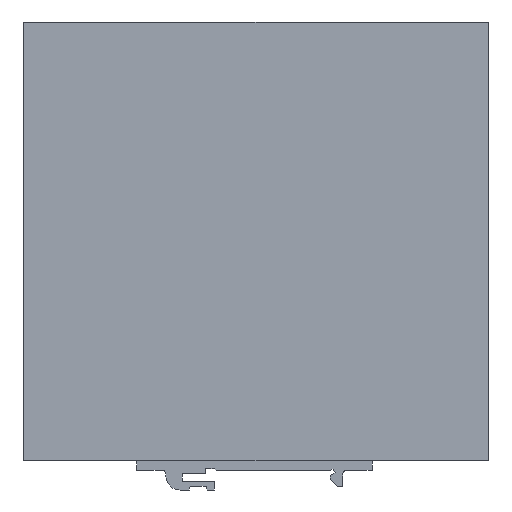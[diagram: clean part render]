
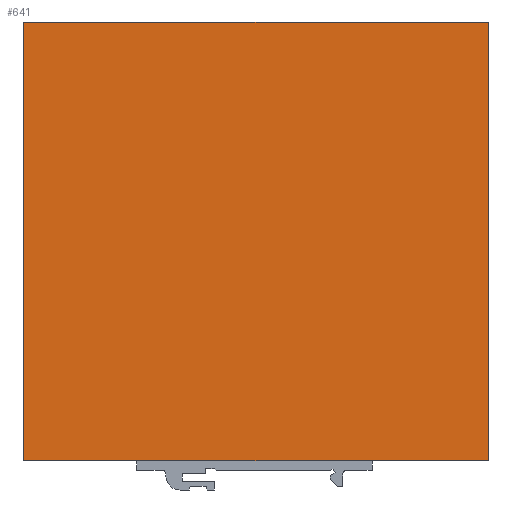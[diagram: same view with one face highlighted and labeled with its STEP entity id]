
A CAD part, left-side view. The second image highlights one B-rep face of the part: STEP entity #641.
In plain terms, the highlighted planar face has unit normal (-1, 0, 0).
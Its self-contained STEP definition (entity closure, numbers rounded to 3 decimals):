
#6 = DIRECTION ( 'NONE',  ( 0., 0., -1. ) ) ;
#38 = VECTOR ( 'NONE', #6, 1000. ) ;
#47 = CARTESIAN_POINT ( 'NONE',  ( -43.5, 65., 61.45 ) ) ;
#69 = DIRECTION ( 'NONE',  ( -1., 0., 0. ) ) ;
#78 = DIRECTION ( 'NONE',  ( 0., -1., 0. ) ) ;
#118 = LINE ( 'NONE', #47, #965 ) ;
#143 = VECTOR ( 'NONE', #78, 1000. ) ;
#155 = EDGE_CURVE ( 'NONE', #338, #703, #251, .T. ) ;
#175 = DIRECTION ( 'NONE',  ( 0., 0., 1. ) ) ;
#194 = CARTESIAN_POINT ( 'NONE',  ( -43.5, -65., -61.45 ) ) ;
#208 = ORIENTED_EDGE ( 'NONE', *, *, #1058, .F. ) ;
#231 = DIRECTION ( 'NONE',  ( 0., 1., 0. ) ) ;
#248 = LINE ( 'NONE', #421, #406 ) ;
#251 = LINE ( 'NONE', #1184, #38 ) ;
#281 = AXIS2_PLACEMENT_3D ( 'NONE', #910, #69, #175 ) ;
#306 = EDGE_LOOP ( 'NONE', ( #208, #623, #655, #790 ) ) ;
#338 = VERTEX_POINT ( 'NONE', #392 ) ;
#349 = LINE ( 'NONE', #1183, #143 ) ;
#358 = VERTEX_POINT ( 'NONE', #566 ) ;
#392 = CARTESIAN_POINT ( 'NONE',  ( -43.5, -65., 61.45 ) ) ;
#406 = VECTOR ( 'NONE', #231, 1000. ) ;
#421 = CARTESIAN_POINT ( 'NONE',  ( -43.5, -65., -61.45 ) ) ;
#456 = EDGE_CURVE ( 'NONE', #358, #522, #118, .T. ) ;
#521 = CARTESIAN_POINT ( 'NONE',  ( -43.5, 65., 61.45 ) ) ;
#522 = VERTEX_POINT ( 'NONE', #521 ) ;
#566 = CARTESIAN_POINT ( 'NONE',  ( -43.5, 65., -61.45 ) ) ;
#617 = PLANE ( 'NONE',  #281 ) ;
#623 = ORIENTED_EDGE ( 'NONE', *, *, #155, .F. ) ;
#641 = ADVANCED_FACE ( 'NONE', ( #788 ), #617, .T. ) ;
#655 = ORIENTED_EDGE ( 'NONE', *, *, #720, .F. ) ;
#703 = VERTEX_POINT ( 'NONE', #194 ) ;
#720 = EDGE_CURVE ( 'NONE', #522, #338, #349, .T. ) ;
#784 = DIRECTION ( 'NONE',  ( 0., 0., 1. ) ) ;
#788 = FACE_OUTER_BOUND ( 'NONE', #306, .T. ) ;
#790 = ORIENTED_EDGE ( 'NONE', *, *, #456, .F. ) ;
#910 = CARTESIAN_POINT ( 'NONE',  ( -43.5, 0., 0. ) ) ;
#965 = VECTOR ( 'NONE', #784, 1000. ) ;
#1058 = EDGE_CURVE ( 'NONE', #703, #358, #248, .T. ) ;
#1183 = CARTESIAN_POINT ( 'NONE',  ( -43.5, -65., 61.45 ) ) ;
#1184 = CARTESIAN_POINT ( 'NONE',  ( -43.5, -65., 61.45 ) ) ;
